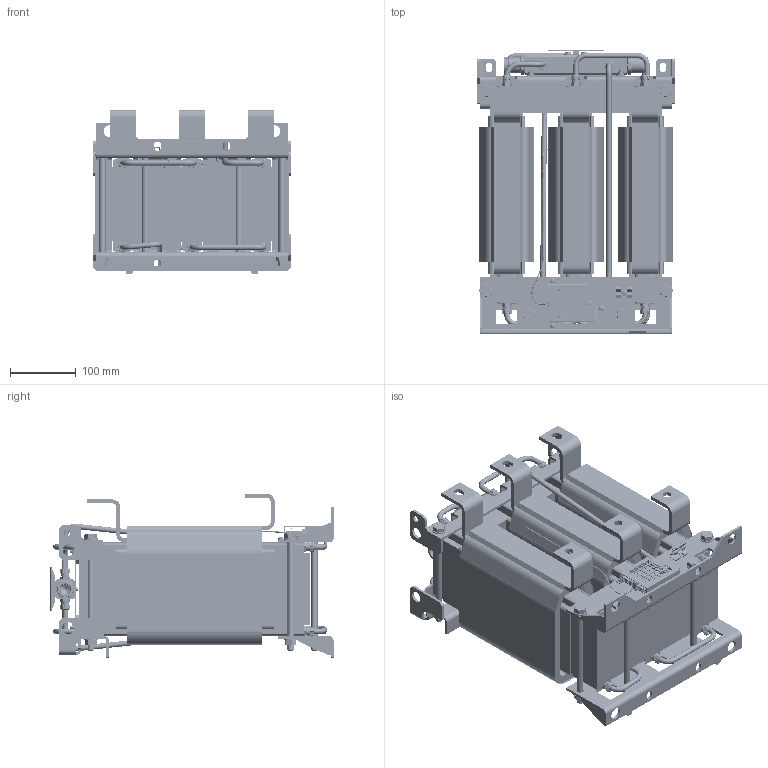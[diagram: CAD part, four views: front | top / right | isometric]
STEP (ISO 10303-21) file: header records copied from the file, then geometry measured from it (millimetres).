
FILE_DESCRIPTION(/* description */ (''),/* implementation_level */ '2;1');
FILE_NAME(/* name */ 'DPD02259_1.stp',/* time_stamp */ '2023-03-13T15:03:17+02:00',/* author */ (''),/* organization */ (''),/* preprocessor_version */ 'ST-DEVELOPER v16.7',/* originating_system */ 'SIEMENS PLM Software NX 1892',/* authorisation */ '');
FILE_SCHEMA (('AUTOMOTIVE_DESIGN { 1 0 10303 214 3 1 1 1 }'));
Products named in the file (1): U3193C6C63D8b3mw
Bounding box: 300 x 429.5 x 249.91 mm (x, y, z)
Volume: 13096583 mm3; surface area: 3145737.9 mm2
Topology: 191 solids, 191 shells, 6694 faces, 16774 edges, 10884 vertices
Faces by surface type: plane 4276, cylinder 1714, cone 472, torus 186, bspline 40, sphere 4, extrusion 2
Full cylindrical faces by diameter (mm): 1 x15, 2.9 x76, 4 x7, 4.1 x1, 4.2 x6, 5 x3, 6.5 x3, 8 x7, 8.2 x3, 9 x3, 14.6 x2, 15.4 x2, 16.25 x2, 16.26 x2, 17 x2, 18.2 x3, 18.4 x2, 19.15 x2, 19.3 x3, 19.4 x3, 20.95 x2, 23.1 x3, 24 x2, 24.5 x2, 26.5 x2
Entity records: 227655 total; most frequent: CARTESIAN_POINT 46207, ORIENTED_EDGE 32856, DIRECTION 32044, EDGE_CURVE 16428, VECTOR 11066, LINE 11064, VERTEX_POINT 10770, AXIS2_PLACEMENT_3D 10489
